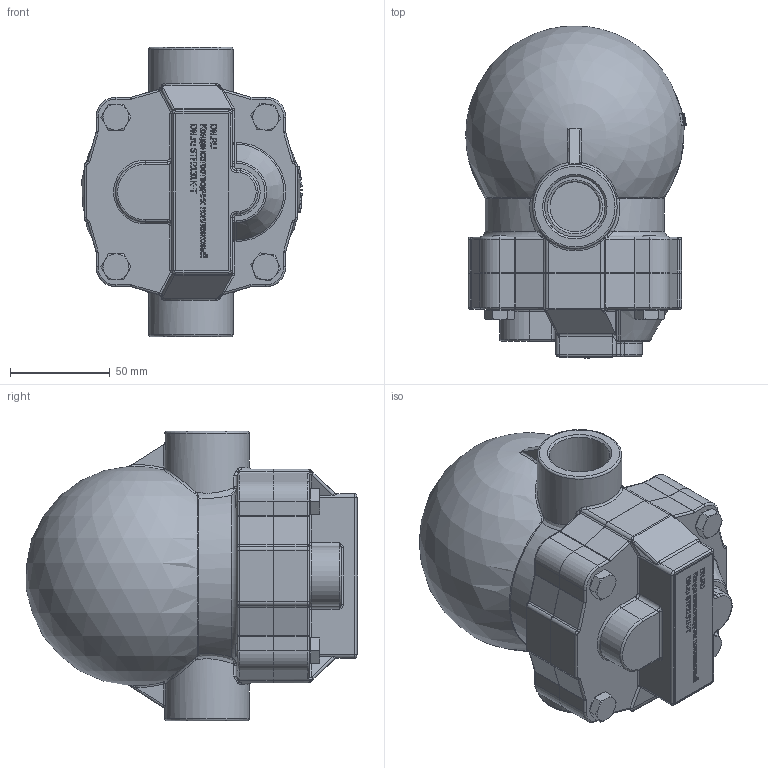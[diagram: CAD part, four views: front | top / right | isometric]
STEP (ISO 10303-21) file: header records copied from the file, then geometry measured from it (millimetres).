
FILE_DESCRIPTION(/* description */ (''),/* implementation_level */ '2;1');
FILE_NAME(/* name */ 'DN25_3D_STEP.stp',/* time_stamp */ '2025-11-24T09:53:02+03:00',/* author */ ('igorr'),/* organization */ (''),/* preprocessor_version */ 'ST-DEVELOPER v20',/* originating_system */ 'Autodesk Inventor 2025',/* authorisation */ '');
FILE_SCHEMA (('AUTOMOTIVE_DESIGN { 1 0 10303 214 3 1 1 }'));
Length unit declared in the file: millimetre
Products named in the file (3): Сборка1; Деталь1; AS 1110 - M8 x 12
Assembly tree (5 placements, depth 2):
  Сборка1
    Деталь1
    AS 1110 - M8 x 12  x4
Bounding box: 110.4 x 166.24 x 145 mm (x, y, z)
Volume: 1206795.1 mm3; surface area: 105790.3 mm2
Topology: 9 solids, 9 shells, 1334 faces, 3413 edges, 2181 vertices
Faces by surface type: plane 632, bspline 401, cylinder 183, torus 69, cone 35, sphere 14
Full cylindrical faces by diameter (mm): 8 x8, 9 x8, 13 x4, 25 x2, 30.291 x2, 42.291 x2, 50.24 x1
Entity records: 45383 total; most frequent: CARTESIAN_POINT 15466, ORIENTED_EDGE 6508, DIRECTION 4836, EDGE_CURVE 3254, VERTEX_POINT 2091, LINE 1860, VECTOR 1860, AXIS2_PLACEMENT_3D 1488
